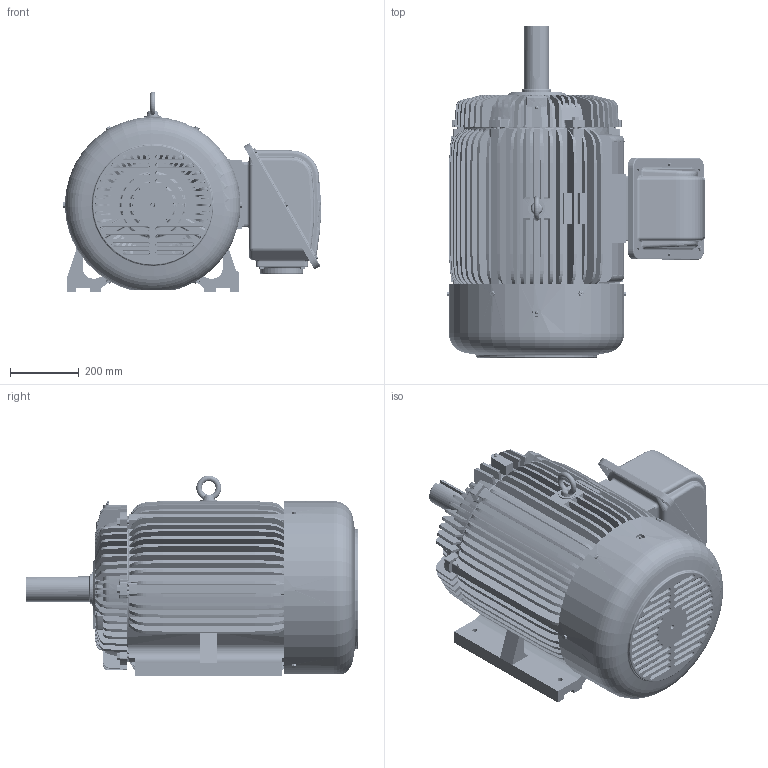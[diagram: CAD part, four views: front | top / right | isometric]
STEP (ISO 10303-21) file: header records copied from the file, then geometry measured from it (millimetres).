
FILE_DESCRIPTION(('CATIA V5 STEP Exchange'),'2;1');
FILE_NAME('405T-H_AllCATPart.stp','2012-08-27T11:35:32+00:00',('none'),('none'),'CATIA Version 5 Release 19 SP 9 (IN-10)','CATIA V5 STEP AP203','none');
FILE_SCHEMA(('CONFIG_CONTROL_DESIGN'));
Length unit declared in the file: millimetre
Products named in the file (1): 405T-H_AllCATPart
Bounding box: 748.93 x 962.92 x 583 mm (x, y, z)
Volume: 40927198.7 mm3; surface area: 7006868 mm2
Topology: 53 solids, 53 shells, 4730 faces, 13136 edges, 8569 vertices
Faces by surface type: plane 1532, torus 1039, cylinder 1038, cone 779, bspline 322, revolution 12, sphere 8
Entity records: 169573 total; most frequent: CARTESIAN_POINT 66939, ORIENTED_EDGE 26168, DIRECTION 13153, EDGE_CURVE 13084, VERTEX_POINT 8569, AXIS2_PLACEMENT_3D 6812, EDGE_LOOP 5097, ADVANCED_FACE 4730
